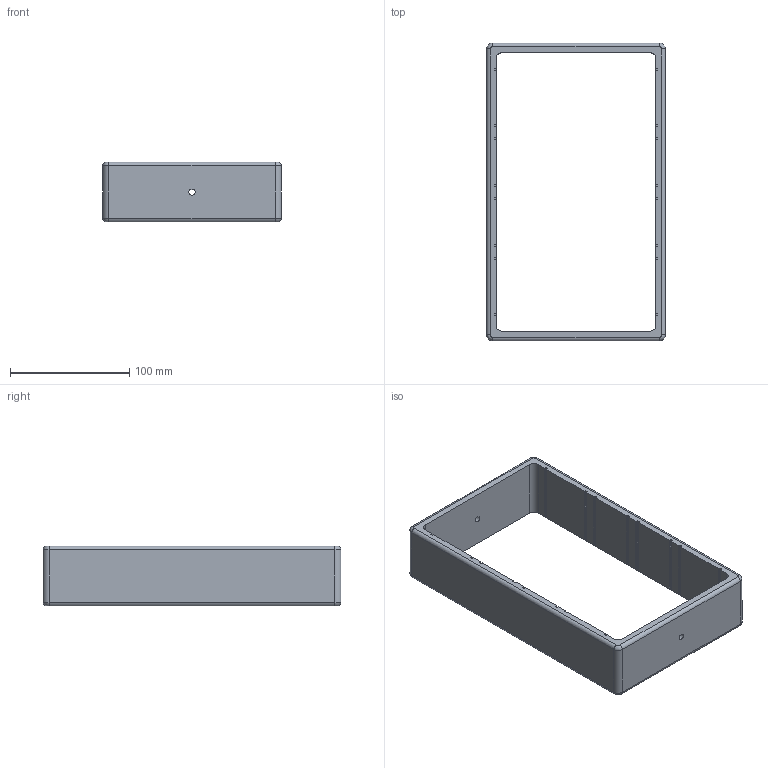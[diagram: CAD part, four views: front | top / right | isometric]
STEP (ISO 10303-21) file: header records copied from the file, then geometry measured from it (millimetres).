
FILE_DESCRIPTION (( 'STEP AP203' ), '1' );
FILE_NAME ('TS-Frame 2.0_Default_sldprt.STEP', '2021-11-16T21:53:36', ( '' ), ( '' ), 'SwSTEP 2.0', 'SolidWorks 2021', '' );
FILE_SCHEMA (( 'CONFIG_CONTROL_DESIGN' ));
Length unit declared in the file: millimetre
Products named in the file (1): TS-Frame 2.0_Default_sldprt
Bounding box: 150 x 250 x 50 mm (x, y, z)
Volume: 301488.5 mm3; surface area: 88311.3 mm2
Topology: 1 solids, 1 shells, 166 faces, 476 edges, 312 vertices
Faces by surface type: cylinder 82, plane 76, torus 8
Entity records: 5553 total; most frequent: DIRECTION 982, CARTESIAN_POINT 955, ORIENTED_EDGE 952, EDGE_CURVE 476, AXIS2_PLACEMENT_3D 339, VERTEX_POINT 312, LINE 304, VECTOR 304
